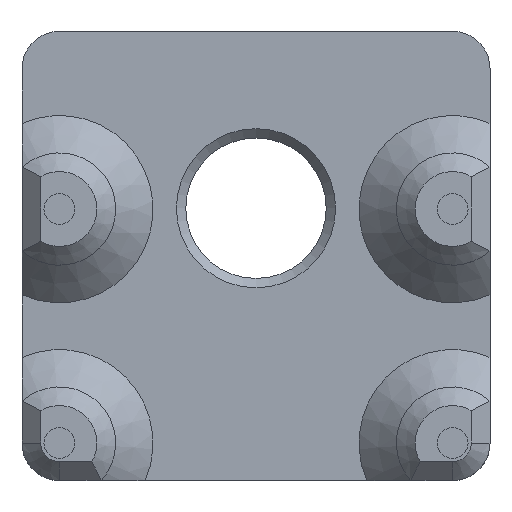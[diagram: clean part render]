
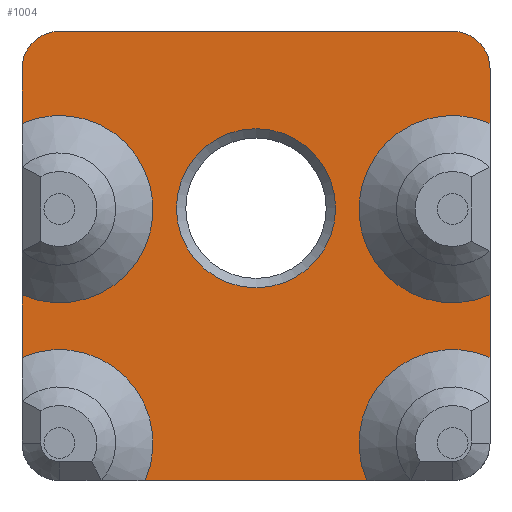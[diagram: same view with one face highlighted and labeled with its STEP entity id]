
A CAD part, top view. The second image highlights one B-rep face of the part: STEP entity #1004.
In plain terms, the highlighted planar face has unit normal (0, 0, 1).
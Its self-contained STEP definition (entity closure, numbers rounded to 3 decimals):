
#42=FACE_BOUND('',#221,.T.);
#84=CIRCLE('',#1112,4.25);
#87=CIRCLE('',#1117,5.);
#88=CIRCLE('',#1118,2.);
#89=CIRCLE('',#1119,2.);
#90=CIRCLE('',#1120,5.);
#91=CIRCLE('',#1121,5.);
#92=CIRCLE('',#1122,5.);
#151=FACE_OUTER_BOUND('',#220,.T.);
#220=EDGE_LOOP('',(#796,#797,#798,#799,#800,#801,#802,#803,#804,#805,#806,
#807));
#221=EDGE_LOOP('',(#808));
#273=LINE('',#1530,#345);
#281=LINE('',#1558,#353);
#290=LINE('',#1606,#362);
#302=LINE('',#1660,#374);
#306=LINE('',#1676,#378);
#321=LINE('',#1754,#393);
#345=VECTOR('',#1196,10.);
#353=VECTOR('',#1212,10.);
#362=VECTOR('',#1247,10.);
#374=VECTOR('',#1285,10.);
#378=VECTOR('',#1289,10.);
#393=VECTOR('',#1358,10.);
#419=VERTEX_POINT('',#1525);
#420=VERTEX_POINT('',#1529);
#432=VERTEX_POINT('',#1555);
#433=VERTEX_POINT('',#1557);
#444=VERTEX_POINT('',#1601);
#445=VERTEX_POINT('',#1605);
#459=VERTEX_POINT('',#1655);
#460=VERTEX_POINT('',#1659);
#465=VERTEX_POINT('',#1671);
#466=VERTEX_POINT('',#1675);
#487=VERTEX_POINT('',#1740);
#490=VERTEX_POINT('',#1751);
#491=VERTEX_POINT('',#1753);
#512=EDGE_CURVE('',#420,#419,#273,.T.);
#525=EDGE_CURVE('',#433,#432,#281,.T.);
#544=EDGE_CURVE('',#445,#444,#290,.T.);
#566=EDGE_CURVE('',#460,#459,#302,.T.);
#572=EDGE_CURVE('',#466,#465,#306,.T.);
#600=EDGE_CURVE('',#487,#487,#84,.T.);
#605=EDGE_CURVE('',#433,#419,#87,.T.);
#606=EDGE_CURVE('',#432,#490,#88,.T.);
#607=EDGE_CURVE('',#490,#491,#321,.T.);
#608=EDGE_CURVE('',#491,#466,#89,.T.);
#609=EDGE_CURVE('',#460,#465,#90,.T.);
#610=EDGE_CURVE('',#445,#459,#91,.T.);
#611=EDGE_CURVE('',#420,#444,#92,.T.);
#796=ORIENTED_EDGE('',*,*,#605,.F.);
#797=ORIENTED_EDGE('',*,*,#525,.T.);
#798=ORIENTED_EDGE('',*,*,#606,.T.);
#799=ORIENTED_EDGE('',*,*,#607,.T.);
#800=ORIENTED_EDGE('',*,*,#608,.T.);
#801=ORIENTED_EDGE('',*,*,#572,.T.);
#802=ORIENTED_EDGE('',*,*,#609,.F.);
#803=ORIENTED_EDGE('',*,*,#566,.T.);
#804=ORIENTED_EDGE('',*,*,#610,.F.);
#805=ORIENTED_EDGE('',*,*,#544,.T.);
#806=ORIENTED_EDGE('',*,*,#611,.F.);
#807=ORIENTED_EDGE('',*,*,#512,.T.);
#808=ORIENTED_EDGE('',*,*,#600,.F.);
#962=PLANE('',#1116);
#1004=ADVANCED_FACE('',(#151,#42),#962,.T.);
#1112=AXIS2_PLACEMENT_3D('',#1741,#1342,#1343);
#1116=AXIS2_PLACEMENT_3D('',#1749,#1352,#1353);
#1117=AXIS2_PLACEMENT_3D('',#1750,#1354,#1355);
#1118=AXIS2_PLACEMENT_3D('',#1752,#1356,#1357);
#1119=AXIS2_PLACEMENT_3D('',#1755,#1359,#1360);
#1120=AXIS2_PLACEMENT_3D('',#1756,#1361,#1362);
#1121=AXIS2_PLACEMENT_3D('',#1757,#1363,#1364);
#1122=AXIS2_PLACEMENT_3D('',#1758,#1365,#1366);
#1196=DIRECTION('',(0.,1.,0.));
#1212=DIRECTION('',(0.,1.,0.));
#1247=DIRECTION('',(1.,0.,0.));
#1285=DIRECTION('',(0.,-1.,0.));
#1289=DIRECTION('',(0.,-1.,0.));
#1342=DIRECTION('center_axis',(0.,0.,1.));
#1343=DIRECTION('ref_axis',(-1.,0.,0.));
#1352=DIRECTION('center_axis',(0.,0.,1.));
#1353=DIRECTION('ref_axis',(1.,0.,0.));
#1354=DIRECTION('center_axis',(0.,0.,1.));
#1355=DIRECTION('ref_axis',(-0.667,-0.745,0.));
#1356=DIRECTION('center_axis',(0.,0.,1.));
#1357=DIRECTION('ref_axis',(1.,0.,0.));
#1358=DIRECTION('',(-1.,0.,0.));
#1359=DIRECTION('center_axis',(0.,0.,1.));
#1360=DIRECTION('ref_axis',(0.,1.,0.));
#1361=DIRECTION('center_axis',(0.,0.,1.));
#1362=DIRECTION('ref_axis',(0.667,0.745,0.));
#1363=DIRECTION('center_axis',(0.,0.,1.));
#1364=DIRECTION('ref_axis',(0.745,-0.667,0.));
#1365=DIRECTION('center_axis',(0.,0.,1.));
#1366=DIRECTION('ref_axis',(0.667,0.745,0.));
#1525=CARTESIAN_POINT('',(12.5,-2.083,5.));
#1529=CARTESIAN_POINT('',(12.5,-5.417,5.));
#1530=CARTESIAN_POINT('',(12.5,10.,5.));
#1555=CARTESIAN_POINT('',(12.5,10.,5.));
#1557=CARTESIAN_POINT('',(12.5,7.083,5.));
#1558=CARTESIAN_POINT('',(12.5,10.,5.));
#1601=CARTESIAN_POINT('',(5.917,-12.,5.));
#1605=CARTESIAN_POINT('',(-5.917,-12.,5.));
#1606=CARTESIAN_POINT('',(10.5,-12.,5.));
#1655=CARTESIAN_POINT('',(-12.5,-5.417,5.));
#1659=CARTESIAN_POINT('',(-12.5,-2.083,5.));
#1660=CARTESIAN_POINT('',(-12.5,-10.,5.));
#1671=CARTESIAN_POINT('',(-12.5,7.083,5.));
#1675=CARTESIAN_POINT('',(-12.5,10.,5.));
#1676=CARTESIAN_POINT('',(-12.5,-10.,5.));
#1740=CARTESIAN_POINT('',(4.25,2.55,5.));
#1741=CARTESIAN_POINT('Origin',(0.,2.55,5.));
#1749=CARTESIAN_POINT('Origin',(0.,0.,5.));
#1750=CARTESIAN_POINT('Origin',(10.5,2.5,5.));
#1751=CARTESIAN_POINT('',(10.5,12.,5.));
#1752=CARTESIAN_POINT('Origin',(10.5,10.,5.));
#1753=CARTESIAN_POINT('',(-10.5,12.,5.));
#1754=CARTESIAN_POINT('',(-10.5,12.,5.));
#1755=CARTESIAN_POINT('Origin',(-10.5,10.,5.));
#1756=CARTESIAN_POINT('Origin',(-10.5,2.5,5.));
#1757=CARTESIAN_POINT('Origin',(-10.5,-10.,5.));
#1758=CARTESIAN_POINT('Origin',(10.5,-10.,5.));
